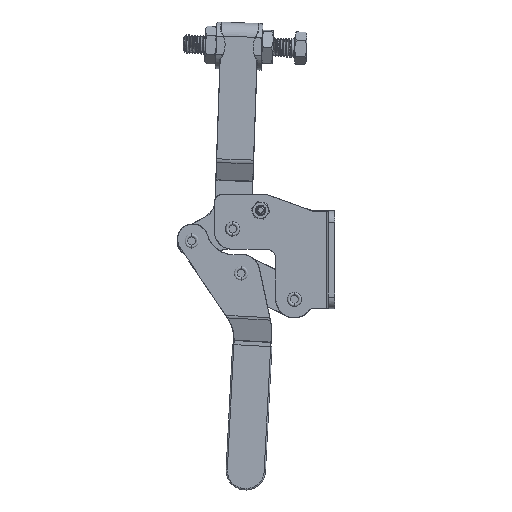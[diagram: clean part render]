
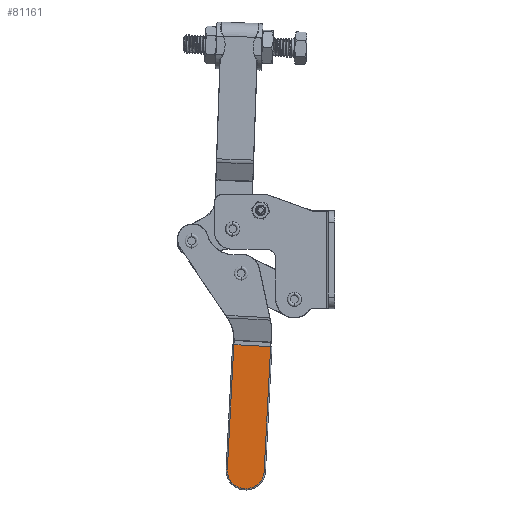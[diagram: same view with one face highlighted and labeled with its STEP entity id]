
A CAD part, left-side view. The second image highlights one B-rep face of the part: STEP entity #81161.
In plain terms, the highlighted free-form (B-spline) face has degree [1, 1] with [2, 2] control points.
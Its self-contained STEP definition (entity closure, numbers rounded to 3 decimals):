
#79478 = VERTEX_POINT('',#79479);
#79479 = CARTESIAN_POINT('',(-5.096,63.809,
    -53.875));
#79485 = EDGE_CURVE('',#79486,#79478,#79488,.T.);
#79486 = VERTEX_POINT('',#79487);
#79487 = CARTESIAN_POINT('',(-5.096,40.592,
    -55.092));
#79488 = B_SPLINE_CURVE_WITH_KNOTS('',1,(#79489,#79490),.UNSPECIFIED.,
  .F.,.F.,(2,2),(-12.573,12.573),
  .PIECEWISE_BEZIER_KNOTS.);
#79489 = CARTESIAN_POINT('',(-5.096,40.592,
    -55.092));
#79490 = CARTESIAN_POINT('',(-5.096,63.809,
    -53.875));
#81141 = VERTEX_POINT('',#81142);
#81142 = CARTESIAN_POINT('',(-5.096,67.932,
    -132.555));
#81148 = EDGE_CURVE('',#81141,#79478,#81149,.T.);
#81149 = B_SPLINE_CURVE_WITH_KNOTS('',1,(#81150,#81151),.UNSPECIFIED.,
  .F.,.F.,(2,2),(-42.874,42.345),
  .PIECEWISE_BEZIER_KNOTS.);
#81150 = CARTESIAN_POINT('',(-5.096,67.932,
    -132.555));
#81151 = CARTESIAN_POINT('',(-5.096,63.809,
    -53.875));
#81161 = ADVANCED_FACE('',(#81162),#81211,.F.);
#81162 = FACE_BOUND('',#81163,.T.);
#81163 = EDGE_LOOP('',(#81164,#81165,#81185,#81205,#81210));
#81164 = ORIENTED_EDGE('',*,*,#81148,.F.);
#81165 = ORIENTED_EDGE('',*,*,#81166,.F.);
#81166 = EDGE_CURVE('',#81167,#81141,#81169,.T.);
#81167 = VERTEX_POINT('',#81168);
#81168 = CARTESIAN_POINT('',(-5.096,56.932,
    -144.772));
#81169 = B_SPLINE_CURVE_WITH_KNOTS('',5,(#81170,#81171,#81172,#81173,
    #81174,#81175,#81176,#81177,#81178,#81179,#81180,#81181,#81182,
    #81183,#81184),.UNSPECIFIED.,.F.,.F.,(6,3,3,3,6),(0.,10.454,
    19.324,28.433,29.646),.UNSPECIFIED.);
#81170 = CARTESIAN_POINT('',(-5.096,56.932,
    -144.772));
#81171 = CARTESIAN_POINT('',(-5.096,58.142,
    -144.708));
#81172 = CARTESIAN_POINT('',(-5.096,59.384,
    -144.485));
#81173 = CARTESIAN_POINT('',(-5.096,60.619,
    -144.083));
#81174 = CARTESIAN_POINT('',(-5.096,62.803,
    -143.006));
#81175 = CARTESIAN_POINT('',(-5.096,64.662,
    -141.381));
#81176 = CARTESIAN_POINT('',(-5.096,65.421,-140.532)
  );
#81177 = CARTESIAN_POINT('',(-5.096,66.73,
    -138.645));
#81178 = CARTESIAN_POINT('',(-5.096,67.536,
    -136.533));
#81179 = CARTESIAN_POINT('',(-5.096,67.806,
    -135.433));
#81180 = CARTESIAN_POINT('',(-5.096,67.956,
    -134.189));
#81181 = CARTESIAN_POINT('',(-5.096,67.948,
    -132.979));
#81182 = CARTESIAN_POINT('',(-5.096,67.945,
    -132.837));
#81183 = CARTESIAN_POINT('',(-5.096,67.94,
    -132.696));
#81184 = CARTESIAN_POINT('',(-5.096,67.932,
    -132.555));
#81185 = ORIENTED_EDGE('',*,*,#81186,.F.);
#81186 = EDGE_CURVE('',#81187,#81167,#81189,.T.);
#81187 = VERTEX_POINT('',#81188);
#81188 = CARTESIAN_POINT('',(-5.096,44.716,
    -133.772));
#81189 = B_SPLINE_CURVE_WITH_KNOTS('',5,(#81190,#81191,#81192,#81193,
    #81194,#81195,#81196,#81197,#81198,#81199,#81200,#81201,#81202,
    #81203,#81204),.UNSPECIFIED.,.F.,.F.,(6,3,3,3,6),(0.,10.454,
    19.324,28.433,29.646),.UNSPECIFIED.);
#81190 = CARTESIAN_POINT('',(-5.096,44.716,
    -133.772));
#81191 = CARTESIAN_POINT('',(-5.096,44.779,
    -134.982));
#81192 = CARTESIAN_POINT('',(-5.096,45.002,
    -136.224));
#81193 = CARTESIAN_POINT('',(-5.096,45.404,
    -137.459));
#81194 = CARTESIAN_POINT('',(-5.096,46.481,
    -139.643));
#81195 = CARTESIAN_POINT('',(-5.096,48.106,
    -141.501));
#81196 = CARTESIAN_POINT('',(-5.096,48.956,
    -142.261));
#81197 = CARTESIAN_POINT('',(-5.096,50.842,
    -143.57));
#81198 = CARTESIAN_POINT('',(-5.096,52.955,
    -144.376));
#81199 = CARTESIAN_POINT('',(-5.096,54.054,
    -144.645));
#81200 = CARTESIAN_POINT('',(-5.096,55.299,
    -144.796));
#81201 = CARTESIAN_POINT('',(-5.096,56.509,
    -144.788));
#81202 = CARTESIAN_POINT('',(-5.096,56.651,
    -144.784));
#81203 = CARTESIAN_POINT('',(-5.096,56.792,
    -144.779));
#81204 = CARTESIAN_POINT('',(-5.096,56.932,
    -144.772));
#81205 = ORIENTED_EDGE('',*,*,#81206,.F.);
#81206 = EDGE_CURVE('',#79486,#81187,#81207,.T.);
#81207 = B_SPLINE_CURVE_WITH_KNOTS('',1,(#81208,#81209),.UNSPECIFIED.,
  .F.,.F.,(2,2),(-42.609,42.609),
  .PIECEWISE_BEZIER_KNOTS.);
#81208 = CARTESIAN_POINT('',(-5.096,40.592,
    -55.092));
#81209 = CARTESIAN_POINT('',(-5.096,44.716,
    -133.772));
#81210 = ORIENTED_EDGE('',*,*,#79485,.T.);
#81211 = B_SPLINE_SURFACE_WITH_KNOTS('',1,1,(
    (#81212,#81213)
    ,(#81214,#81215
    )),.UNSPECIFIED.,.F.,.F.,.F.,(2,2),(2,2),(-48.291,
    50.051),(-36.303,-6.706),
  .PIECEWISE_BEZIER_KNOTS.);
#81212 = CARTESIAN_POINT('',(-5.096,40.592,
    -53.875));
#81213 = CARTESIAN_POINT('',(-5.096,67.956,
    -53.875));
#81214 = CARTESIAN_POINT('',(-5.096,40.592,
    -144.796));
#81215 = CARTESIAN_POINT('',(-5.096,67.956,
    -144.796));
